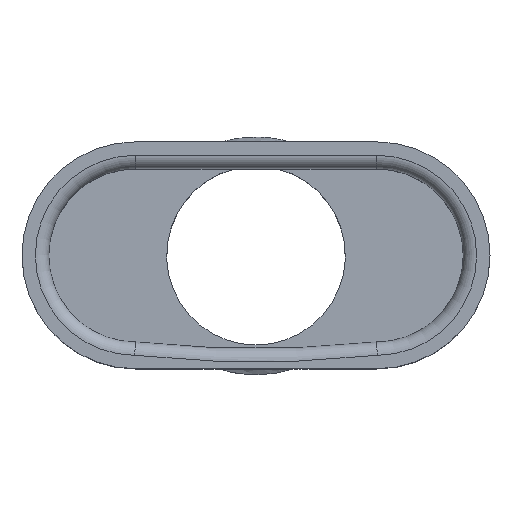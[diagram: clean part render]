
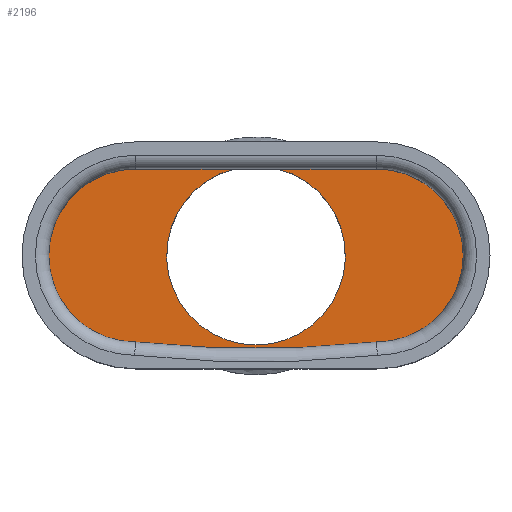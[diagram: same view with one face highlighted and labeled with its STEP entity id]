
A CAD part, top view. The second image highlights one B-rep face of the part: STEP entity #2196.
In plain terms, the highlighted planar face has unit normal (0, 0, 1).
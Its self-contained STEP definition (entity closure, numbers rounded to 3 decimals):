
#135=CIRCLE('',#2224,10.);
#144=CIRCLE('',#2262,9.7);
#156=CIRCLE('',#2284,9.7);
#157=CIRCLE('',#2285,125.);
#189=PLANE('',#2283);
#307=FACE_OUTER_BOUND('',#434,.T.);
#434=EDGE_LOOP('',(#2021,#2022,#2023,#2024,#2025,#2026));
#571=LINE('',#4299,#726);
#573=LINE('',#4302,#728);
#726=VECTOR('',#2516,10.);
#728=VECTOR('',#2518,10.);
#903=VERTEX_POINT('',#3533);
#904=VERTEX_POINT('',#3535);
#1015=VERTEX_POINT('',#4297);
#1016=VERTEX_POINT('',#4301);
#1017=VERTEX_POINT('',#4305);
#1050=VERTEX_POINT('',#5066);
#1154=EDGE_CURVE('',#904,#903,#135,.T.);
#1322=EDGE_CURVE('',#1015,#903,#571,.T.);
#1324=EDGE_CURVE('',#904,#1016,#573,.T.);
#1327=EDGE_CURVE('',#1017,#1015,#144,.T.);
#1378=EDGE_CURVE('',#1016,#1050,#156,.T.);
#1379=EDGE_CURVE('',#1050,#1017,#157,.T.);
#2021=ORIENTED_EDGE('',*,*,#1378,.F.);
#2022=ORIENTED_EDGE('',*,*,#1324,.F.);
#2023=ORIENTED_EDGE('',*,*,#1154,.T.);
#2024=ORIENTED_EDGE('',*,*,#1322,.F.);
#2025=ORIENTED_EDGE('',*,*,#1327,.F.);
#2026=ORIENTED_EDGE('',*,*,#1379,.F.);
#2196=ADVANCED_FACE('',(#307),#189,.F.);
#2224=AXIS2_PLACEMENT_3D('',#3536,#2347,#2348);
#2262=AXIS2_PLACEMENT_3D('',#4307,#2523,#2524);
#2283=AXIS2_PLACEMENT_3D('',#5065,#2582,#2583);
#2284=AXIS2_PLACEMENT_3D('',#5067,#2584,#2585);
#2285=AXIS2_PLACEMENT_3D('',#5068,#2586,#2587);
#2347=DIRECTION('center_axis',(0.,0.,-1.));
#2348=DIRECTION('ref_axis',(1.,0.,0.));
#2516=DIRECTION('',(1.,0.,0.));
#2518=DIRECTION('',(1.,0.,0.));
#2523=DIRECTION('center_axis',(0.,0.,-1.));
#2524=DIRECTION('ref_axis',(1.,0.,0.));
#2582=DIRECTION('center_axis',(0.,0.,-1.));
#2583=DIRECTION('ref_axis',(1.,0.,0.));
#2584=DIRECTION('center_axis',(0.,0.,-1.));
#2585=DIRECTION('ref_axis',(1.,0.,0.));
#2586=DIRECTION('center_axis',(0.,0.,-1.));
#2587=DIRECTION('ref_axis',(1.,0.,0.));
#3533=CARTESIAN_POINT('',(-2.431,9.7,8.));
#3535=CARTESIAN_POINT('',(2.431,9.7,8.));
#3536=CARTESIAN_POINT('Origin',(0.,0.,8.));
#4297=CARTESIAN_POINT('',(-13.5,9.7,8.));
#4299=CARTESIAN_POINT('',(-6.75,9.7,8.));
#4301=CARTESIAN_POINT('',(13.5,9.7,8.));
#4302=CARTESIAN_POINT('',(-6.75,9.7,8.));
#4305=CARTESIAN_POINT('',(-13.5,-9.7,8.));
#4307=CARTESIAN_POINT('Origin',(-13.5,0.,8.));
#5065=CARTESIAN_POINT('Origin',(0.,-0.216,
8.));
#5066=CARTESIAN_POINT('',(13.5,-9.7,8.));
#5067=CARTESIAN_POINT('Origin',(13.5,0.,8.));
#5068=CARTESIAN_POINT('Origin',(0.,114.569,
8.));
